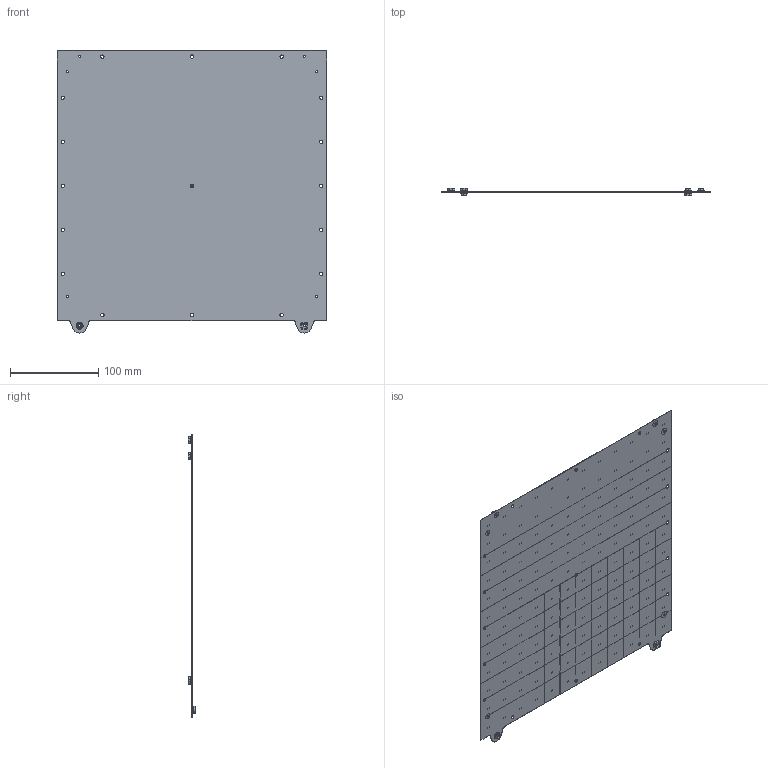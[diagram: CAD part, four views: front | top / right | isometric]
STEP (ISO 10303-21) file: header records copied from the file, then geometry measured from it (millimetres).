
FILE_DESCRIPTION (( 'STEP AP214' ), '1' );
FILE_NAME ('VFTH12NXXSXXX REV A.STEP', '2019-01-30T18:59:34', ( 'user' ), ( 'Microsoft' ), 'SwSTEP 2.0', 'SolidWorks 2018', '' );
FILE_SCHEMA (( 'AUTOMOTIVE_DESIGN' ));
Length unit declared in the file: millimetre
Products named in the file (1): VFTH12NXXSXXX REV A
Bounding box: 304.8 x 7.96 x 318.83 mm (x, y, z)
Volume: 32713.8 mm3; surface area: 189006.2 mm2
Topology: 1 solids, 1 shells, 1196 faces, 3053 edges, 2015 vertices
Faces by surface type: plane 1074, cylinder 122
Entity records: 44745 total; most frequent: CARTESIAN_POINT 6265, ORIENTED_EDGE 6106, DIRECTION 5750, EDGE_CURVE 3053, VECTOR 2750, LINE 2750, VERTEX_POINT 2015, AXIS2_PLACEMENT_3D 1500
